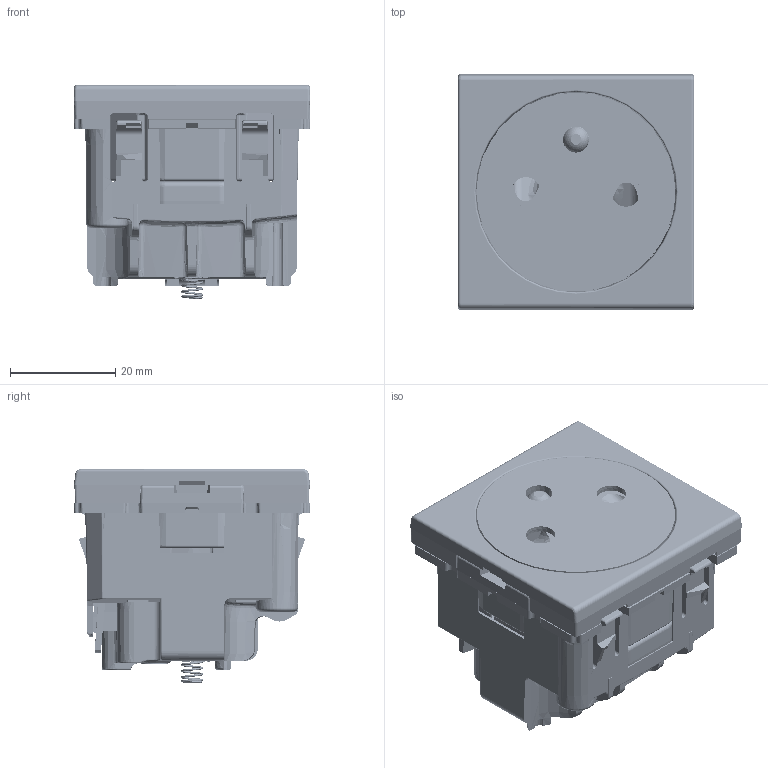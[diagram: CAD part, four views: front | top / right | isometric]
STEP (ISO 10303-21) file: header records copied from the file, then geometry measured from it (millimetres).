
FILE_DESCRIPTION(('CATIA V5 STEP Exchange','CAx-IF Rec.Pracs.--- Model Styling and Organization---1.5--- 2016-08-15','CAx-IF Rec.Pracs.---Supplemental Geometry---1.0---2011-11-01','CAx-IF Rec.Pracs.--- Composite Materials ---1.1---2010-07-15'),'2;1');
FILE_NAME('079121L.stp','2021-11-16T14:21:29+00:00',('none'),('none'),'CATIA Version 5-6 Release 2020 SP3','CATIA V5 STEP AP214 v2','none');
FILE_SCHEMA(('AUTOMOTIVE_DESIGN { 1 0 10303 214 1 1 1 1 }'));
Products named in the file (1): 079121L
Bounding box: 45 x 45 x 40.7 mm (x, y, z)
Volume: 20308.2 mm3; surface area: 39190 mm2
Topology: 15 solids, 15 shells, 7944 faces, 22778 edges, 14852 vertices
Faces by surface type: plane 5848, cylinder 786, bspline 663, cone 366, torus 145, extrusion 66, sphere 64, revolution 6
Entity records: 293505 total; most frequent: CARTESIAN_POINT 96990, ORIENTED_EDGE 45414, DIRECTION 30306, EDGE_CURVE 22707, VECTOR 16039, LINE 15973, VERTEX_POINT 14851, EDGE_LOOP 8116
